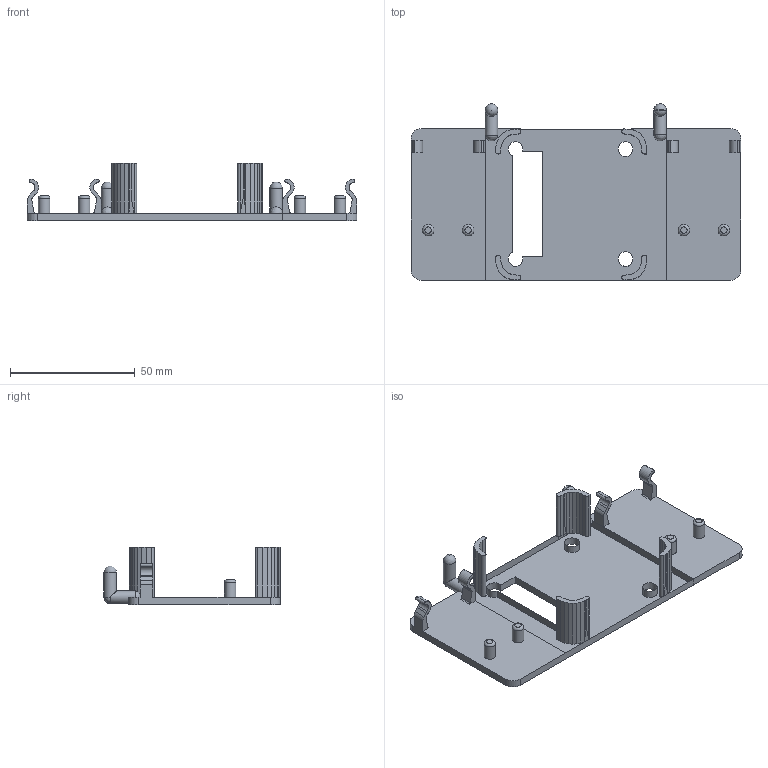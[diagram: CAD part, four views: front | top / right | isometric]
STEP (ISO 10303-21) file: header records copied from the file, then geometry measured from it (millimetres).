
FILE_DESCRIPTION(/* description */ (''),/* implementation_level */ '2;1');
FILE_NAME(/* name */ 'm5stack_gamepad v10.step',/* time_stamp */ '2022-03-21T10:53:58+09:00',/* author */ (''),/* organization */ (''),/* preprocessor_version */ 'ST-DEVELOPER v18.1',/* originating_system */ 'Autodesk Translation Framework v10.13.0.1454',/* authorisation */ '');
FILE_SCHEMA (('AUTOMOTIVE_DESIGN { 1 0 10303 214 3 1 1 }'));
Length unit declared in the file: millimetre
Products named in the file (1): m5stack_gamepad
Bounding box: 131.97 x 70.59 x 23 mm (x, y, z)
Volume: 26373.5 mm3; surface area: 21151.3 mm2
Topology: 2 solids, 2 shells, 232 faces, 655 edges, 424 vertices
Faces by surface type: plane 158, cylinder 62, sphere 4, torus 4, bspline 3, cone 1
Full cylindrical faces by diameter (mm): 4.6 x4, 5 x3, 5.9 x2
Entity records: 7772 total; most frequent: CARTESIAN_POINT 1473, ORIENTED_EDGE 1334, DIRECTION 1271, EDGE_CURVE 667, LINE 517, VECTOR 517, VERTEX_POINT 444, AXIS2_PLACEMENT_3D 377
